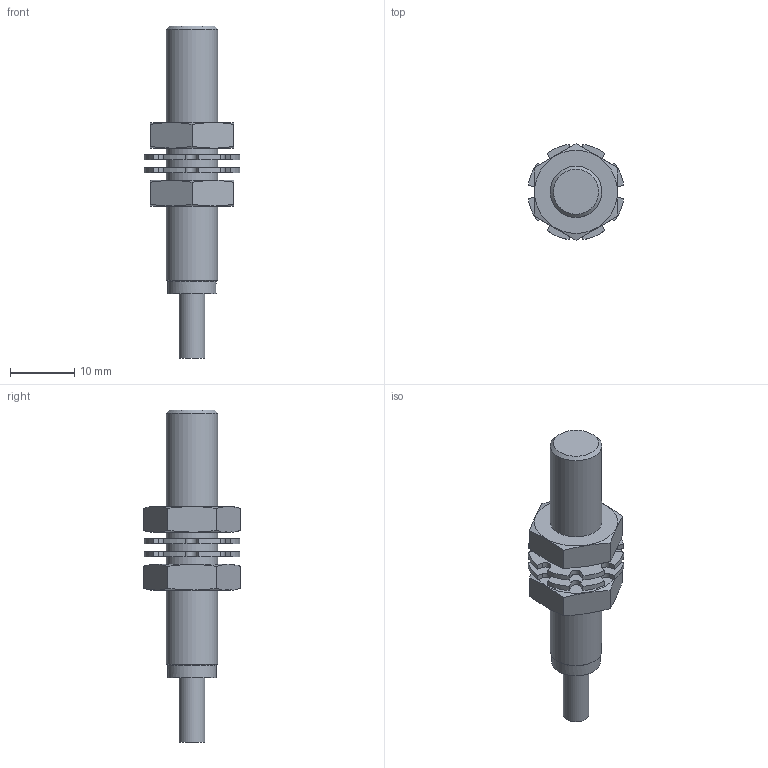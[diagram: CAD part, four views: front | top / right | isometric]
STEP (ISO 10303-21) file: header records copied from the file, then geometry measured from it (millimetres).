
FILE_DESCRIPTION(/* description */ ('STEP AP214'),/* implementation_level */ '2;1');
FILE_NAME(/* name */ '553538_SIEF-M8B-PS-K-L',/* time_stamp */ '2024-09-15T04:38:11+02:00',/* author */ ('License CC BY-ND 4.0'),/* organization */ ('CADENAS'),/* preprocessor_version */ 'ST-DEVELOPER v19.3',/* originating_system */ 'PARTsolutions',/* authorisation */ ' ');
FILE_SCHEMA (('AUTOMOTIVE_DESIGN {1 0 10303 214 3 1 1}'));
Length unit declared in the file: millimetre
Products named in the file (4): 553538 SIEF-M8B-PS-K-L; 553538 SIEF-M8B-PS-K-L_1; DIN-439-B - M8x1(F); Tooth lock washer DIN 6797 A8.4
Assembly tree (5 placements, depth 2):
  553538 SIEF-M8B-PS-K-L
    553538 SIEF-M8B-PS-K-L_1
    DIN-439-B - M8x1(F)  x2
    Tooth lock washer DIN 6797 A8.4  x2
Bounding box: 14.85 x 15.01 x 51.6 mm (x, y, z)
Volume: 3214.9 mm3; surface area: 2741.2 mm2
Topology: 5 solids, 5 shells, 109 faces, 283 edges, 185 vertices
Faces by surface type: plane 60, cylinder 39, cone 10
Full cylindrical faces by diameter (mm): 4 x1, 6.917 x2, 7.6 x1, 8 x1, 8.4 x2
Entity records: 1930 total; most frequent: CARTESIAN_POINT 364, DIRECTION 312, ORIENTED_EDGE 286, EDGE_CURVE 143, AXIS2_PLACEMENT_3D 116, VERTEX_POINT 100, LINE 80, VECTOR 80
